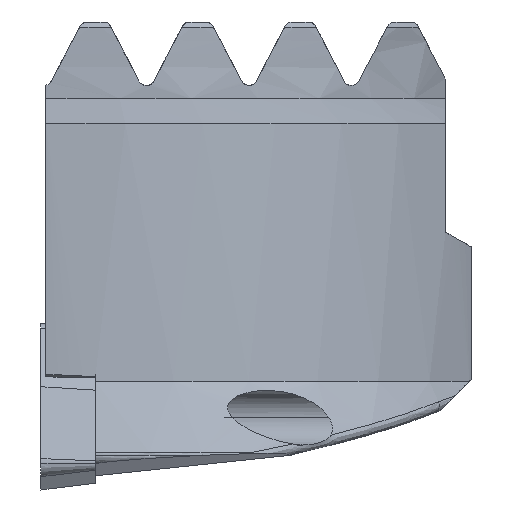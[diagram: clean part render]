
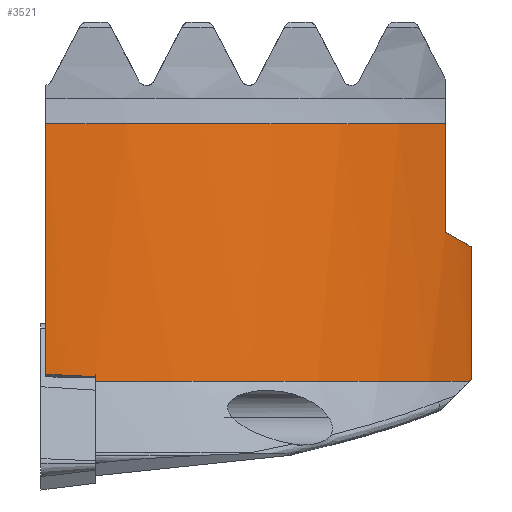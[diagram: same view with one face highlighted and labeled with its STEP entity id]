
A CAD part, left-side view. The second image highlights one B-rep face of the part: STEP entity #3521.
In plain terms, the highlighted cylindrical face has radius 27.5 mm (diameter 55 mm), a partial arc.
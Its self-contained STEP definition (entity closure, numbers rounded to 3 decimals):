
#1369=VERTEX_POINT('NONE',#3760);
#1387=VERTEX_POINT('NONE',#3782);
#1497=EDGE_CURVE('NONE',#1387,#1921,#3903,.T.);
#1617=VERTEX_POINT('NONE',#4030);
#1637=VERTEX_POINT('NONE',#4052);
#1761=EDGE_CURVE('NONE',#1637,#1387,#4191,.F.);
#1863=EDGE_CURVE('NONE',#1369,#2041,#4301,.T.);
#1907=VERTEX_POINT('NONE',#4348);
#1921=VERTEX_POINT('NONE',#4364);
#2041=VERTEX_POINT('NONE',#4497);
#2183=VERTEX_POINT('NONE',#4649);
#2475=VERTEX_POINT('NONE',#4971);
#2513=EDGE_CURVE('NONE',#1369,#2475,#5013,.T.);
#2591=EDGE_CURVE('NONE',#1907,#2475,#5097,.F.);
#3231=EDGE_CURVE('NONE',#1921,#1617,#5804,.T.);
#3469=EDGE_CURVE('NONE',#1637,#1907,#6062,.F.);
#3495=EDGE_CURVE('NONE',#1617,#2183,#6088,.T.);
#3521=ADVANCED_FACE('NONE',(#6117),#6118,.T.);
#3569=EDGE_CURVE('NONE',#2041,#2183,#6169,.F.);
#3760=CARTESIAN_POINT('',(2.164,-3.18,6.613));
#3782=CARTESIAN_POINT('',(18.044,-25.18,14.234));
#3903=ELLIPSE('',#7056,31.754,27.5);
#4030=CARTESIAN_POINT('',(15.217,-23.68,21.457));
#4052=CARTESIAN_POINT('',(18.044,-25.18,6.459));
#4191=LINE('',#7809,#7810);
#4301=ELLIPSE('',#8052,35.899,27.5);
#4348=CARTESIAN_POINT('',(17.842,-25.087,6.366));
#4364=CARTESIAN_POINT('',(15.217,-23.68,15.1));
#4497=CARTESIAN_POINT('',(2.,-0.28,6.751));
#4649=CARTESIAN_POINT('',(2.,-0.28,21.457));
#4971=CARTESIAN_POINT('',(2.164,-3.18,6.366));
#5013=LINE('',#10165,#10166);
#5097=CIRCLE('',#10397,27.5);
#5804=LINE('',#13349,#13350);
#6062=ELLIPSE('',#14109,38.891,27.5);
#6088=CIRCLE('',#14169,27.5);
#6117=FACE_OUTER_BOUND('',#14264,.T.);
#6118=CYLINDRICAL_SURFACE('',#14265,27.5);
#6169=LINE('',#14416,#14417);
#7056=AXIS2_PLACEMENT_3D('',#14760,#14761,#14762);
#7809=CARTESIAN_POINT('',(18.044,-25.18,6.366));
#7810=VECTOR('',#15060,1.0);
#8052=AXIS2_PLACEMENT_3D('',#15170,#15171,#15172);
#10165=CARTESIAN_POINT('',(2.164,-3.18,6.366));
#10166=VECTOR('',#15878,1.0);
#10397=AXIS2_PLACEMENT_3D('',#15963,#15964,#15965);
#13349=CARTESIAN_POINT('',(15.217,-23.68,6.366));
#13350=VECTOR('',#16809,1.0);
#14109=AXIS2_PLACEMENT_3D('',#17062,#17063,#17064);
#14169=AXIS2_PLACEMENT_3D('',#17080,#17081,#17082);
#14264=EDGE_LOOP('',(#17112,#17113,#17114,#17115,#17116,#17117,#17118,#17119,#17120));
#14265=AXIS2_PLACEMENT_3D('',#17121,#17122,#17123);
#14416=CARTESIAN_POINT('',(2.,-0.28,6.366));
#14417=VECTOR('',#17180,1.0);
#14760=CARTESIAN_POINT('',(29.5,-0.18,28.668));
#14761=DIRECTION('',(0.,0.5,-0.866));
#14762=DIRECTION('',(0.,0.866,0.5));
#15060=DIRECTION('',(0.,0.,-1.0));
#15170=CARTESIAN_POINT('',(29.5,-0.18,-16.324));
#15171=DIRECTION('',(-0.643,0.,-0.766));
#15172=DIRECTION('',(-0.766,0.,0.643));
#15878=DIRECTION('',(0.,0.,-1.0));
#15963=CARTESIAN_POINT('',(29.5,-0.18,6.366));
#15964=DIRECTION('',(0.,0.,1.0));
#15965=DIRECTION('',(0.,1.0,0.));
#16809=DIRECTION('',(0.,0.,1.0));
#17062=CARTESIAN_POINT('',(29.5,-0.18,-18.541));
#17063=DIRECTION('',(0.,0.707,0.707));
#17064=DIRECTION('',(0.,0.707,-0.707));
#17080=CARTESIAN_POINT('',(29.5,-0.18,21.457));
#17081=DIRECTION('',(0.,0.,-1.0));
#17082=DIRECTION('',(0.,1.0,0.));
#17112=ORIENTED_EDGE('',*,*,#3469,.F.);
#17113=ORIENTED_EDGE('',*,*,#1761,.T.);
#17114=ORIENTED_EDGE('',*,*,#1497,.T.);
#17115=ORIENTED_EDGE('',*,*,#3231,.T.);
#17116=ORIENTED_EDGE('',*,*,#3495,.T.);
#17117=ORIENTED_EDGE('',*,*,#3569,.F.);
#17118=ORIENTED_EDGE('',*,*,#1863,.F.);
#17119=ORIENTED_EDGE('',*,*,#2513,.T.);
#17120=ORIENTED_EDGE('',*,*,#2591,.F.);
#17121=CARTESIAN_POINT('',(29.5,-0.18,6.366));
#17122=DIRECTION('',(0.,0.,-1.0));
#17123=DIRECTION('',(0.,1.0,0.));
#17180=DIRECTION('',(0.,0.,-1.0));
